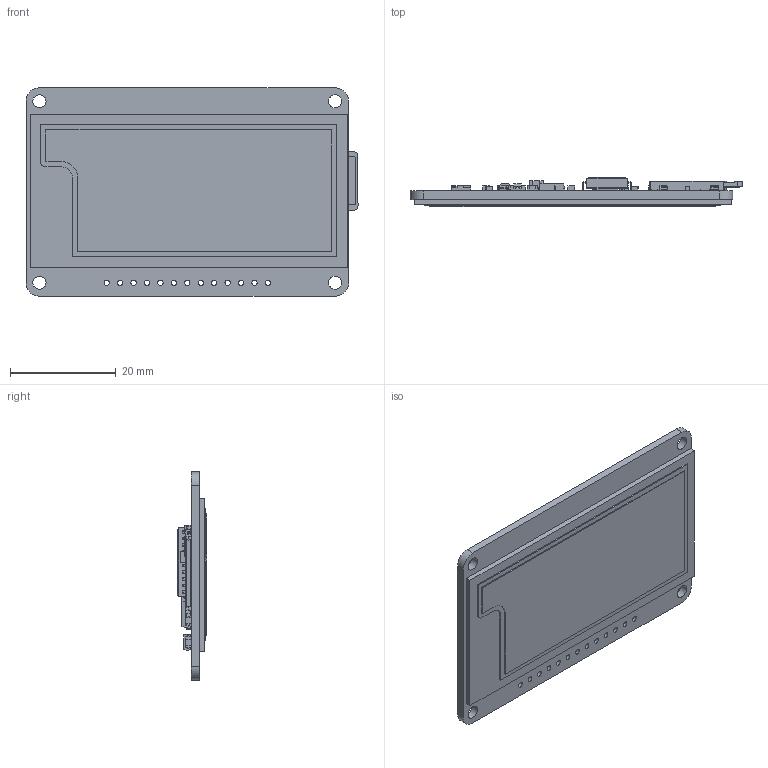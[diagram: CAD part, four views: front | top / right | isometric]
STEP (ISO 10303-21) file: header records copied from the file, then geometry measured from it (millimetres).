
FILE_DESCRIPTION(/* description */ (''),/* implementation_level */ '2;1');
FILE_NAME(/* name */ '2.13in RedBlack eInk rev C.step',/* time_stamp */ '2019-02-06T14:10:08-05:00',/* author */ ('Adafruit'),/* organization */ (''),/* preprocessor_version */ 'ST-DEVELOPER v17.2',/* originating_system */ 'Autodesk Translation Framework v7.6.0.251',/* authorisation */ '');
FILE_SCHEMA (('AUTOMOTIVE_DESIGN { 1 0 10303 214 3 1 1 }'));
Length unit declared in the file: millimetre
Products named in the file (14): 2.13in RedBlack eInk rev C; PCB Component; Board; 1uF/10V; MIC5225-3.3; 23K640-I/SN; .47ohm; MICROSD; EINK_EPD0231; MBR0530; 47uH; IRLML0100; 74HCT245DW; FPC-connector-24pin
Assembly tree (32 placements, depth 3):
  2.13in RedBlack eInk rev C
    PCB Component
      Board
      1uF/10V  x17
      MIC5225-3.3
      23K640-I/SN
      .47ohm  x2
      MICROSD
      EINK_EPD0231
      MBR0530  x3
      47uH
      IRLML0100
      74HCT245DW
      FPC-connector-24pin
Bounding box: 62.74 x 5.62 x 39.37 mm (x, y, z)
Volume: 6620.5 mm3; surface area: 11227.6 mm2
Topology: 36 solids, 36 shells, 2141 faces, 5873 edges, 3827 vertices
Faces by surface type: plane 1648, cylinder 458, sphere 32, cone 3
Full cylindrical faces by diameter (mm): 0.3 x1, 0.5 x50, 0.8 x2, 1 x13, 2.5 x4
Entity records: 58343 total; most frequent: CARTESIAN_POINT 10079, ORIENTED_EDGE 9926, DIRECTION 9476, EDGE_CURVE 4963, LINE 4112, VECTOR 4112, VERTEX_POINT 3259, AXIS2_PLACEMENT_3D 2682
